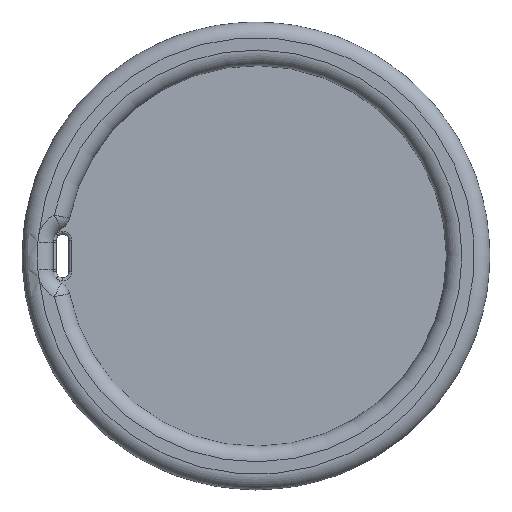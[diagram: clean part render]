
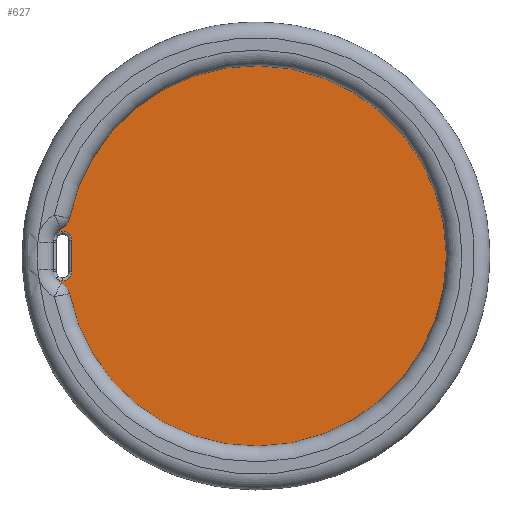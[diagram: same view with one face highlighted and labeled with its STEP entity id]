
A CAD part, top view. The second image highlights one B-rep face of the part: STEP entity #627.
In plain terms, the highlighted planar face has unit normal (0, 0, 1).
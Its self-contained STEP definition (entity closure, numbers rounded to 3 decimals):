
#58=LINE('',#1081,#83);
#83=VECTOR('',#860,10.);
#97=PLANE('',#721);
#124=FACE_OUTER_BOUND('',#167,.T.);
#167=EDGE_LOOP('',(#494,#495,#496,#497,#498,#499,#500,#501,#502,#503));
#210=CIRCLE('',#696,0.6);
#215=CIRCLE('',#703,0.6);
#217=CIRCLE('',#706,0.6);
#219=CIRCLE('',#709,0.6);
#226=CIRCLE('',#722,1.);
#227=CIRCLE('',#723,1.);
#228=CIRCLE('',#724,12.207);
#229=CIRCLE('',#725,1.);
#230=CIRCLE('',#726,1.);
#273=VERTEX_POINT('',#1070);
#274=VERTEX_POINT('',#1072);
#276=VERTEX_POINT('',#1078);
#277=VERTEX_POINT('',#1083);
#278=VERTEX_POINT('',#1087);
#280=VERTEX_POINT('',#1092);
#285=VERTEX_POINT('',#1138);
#286=VERTEX_POINT('',#1140);
#287=VERTEX_POINT('',#1142);
#288=VERTEX_POINT('',#1144);
#339=EDGE_CURVE('',#273,#274,#210,.T.);
#344=EDGE_CURVE('',#274,#276,#58,.T.);
#346=EDGE_CURVE('',#276,#277,#215,.T.);
#348=EDGE_CURVE('',#277,#278,#217,.T.);
#350=EDGE_CURVE('',#280,#273,#219,.T.);
#362=EDGE_CURVE('',#280,#285,#226,.T.);
#363=EDGE_CURVE('',#286,#285,#227,.F.);
#364=EDGE_CURVE('',#287,#286,#228,.T.);
#365=EDGE_CURVE('',#288,#287,#229,.F.);
#366=EDGE_CURVE('',#288,#278,#230,.T.);
#494=ORIENTED_EDGE('',*,*,#348,.F.);
#495=ORIENTED_EDGE('',*,*,#346,.F.);
#496=ORIENTED_EDGE('',*,*,#344,.F.);
#497=ORIENTED_EDGE('',*,*,#339,.F.);
#498=ORIENTED_EDGE('',*,*,#350,.F.);
#499=ORIENTED_EDGE('',*,*,#362,.T.);
#500=ORIENTED_EDGE('',*,*,#363,.F.);
#501=ORIENTED_EDGE('',*,*,#364,.F.);
#502=ORIENTED_EDGE('',*,*,#365,.F.);
#503=ORIENTED_EDGE('',*,*,#366,.T.);
#627=ADVANCED_FACE('',(#124),#97,.T.);
#696=AXIS2_PLACEMENT_3D('',#1073,#849,#850);
#703=AXIS2_PLACEMENT_3D('',#1085,#865,#866);
#706=AXIS2_PLACEMENT_3D('',#1089,#871,#872);
#709=AXIS2_PLACEMENT_3D('',#1094,#877,#878);
#721=AXIS2_PLACEMENT_3D('',#1137,#902,#903);
#722=AXIS2_PLACEMENT_3D('',#1139,#904,#905);
#723=AXIS2_PLACEMENT_3D('',#1141,#906,#907);
#724=AXIS2_PLACEMENT_3D('',#1143,#908,#909);
#725=AXIS2_PLACEMENT_3D('',#1145,#910,#911);
#726=AXIS2_PLACEMENT_3D('',#1146,#912,#913);
#849=DIRECTION('center_axis',(0.,0.,1.));
#850=DIRECTION('ref_axis',(0.707,-0.707,0.));
#860=DIRECTION('',(0.,1.,0.));
#865=DIRECTION('center_axis',(0.,0.,1.));
#866=DIRECTION('ref_axis',(0.707,0.707,0.));
#871=DIRECTION('center_axis',(0.,0.,1.));
#872=DIRECTION('ref_axis',(-0.707,0.707,0.));
#877=DIRECTION('center_axis',(0.,0.,1.));
#878=DIRECTION('ref_axis',(-0.707,-0.707,0.));
#902=DIRECTION('center_axis',(0.,0.,1.));
#903=DIRECTION('ref_axis',(-1.,0.,0.));
#904=DIRECTION('center_axis',(0.,0.,1.));
#905=DIRECTION('ref_axis',(-0.065,-0.998,0.));
#906=DIRECTION('center_axis',(0.,0.,-1.));
#907=DIRECTION('ref_axis',(0.802,0.597,0.));
#908=DIRECTION('center_axis',(0.,0.,-1.));
#909=DIRECTION('ref_axis',(-1.,0.,0.));
#910=DIRECTION('center_axis',(0.,0.,-1.));
#911=DIRECTION('ref_axis',(0.802,-0.597,0.));
#912=DIRECTION('center_axis',(0.,0.,1.));
#913=DIRECTION('ref_axis',(-0.065,0.998,0.));
#1070=CARTESIAN_POINT('',(-47.4,-63.6,47.01));
#1072=CARTESIAN_POINT('',(-46.8,-63.,47.01));
#1073=CARTESIAN_POINT('Origin',(-47.4,-63.,47.01));
#1078=CARTESIAN_POINT('',(-46.8,-61.,47.01));
#1081=CARTESIAN_POINT('',(-46.8,-61.3,47.01));
#1083=CARTESIAN_POINT('',(-47.4,-60.4,47.01));
#1085=CARTESIAN_POINT('Origin',(-47.4,-61.,47.01));
#1087=CARTESIAN_POINT('',(-47.822,-60.574,47.01));
#1089=CARTESIAN_POINT('Origin',(-47.4,-61.,47.01));
#1092=CARTESIAN_POINT('',(-47.822,-63.426,47.01));
#1094=CARTESIAN_POINT('Origin',(-47.4,-63.,47.01));
#1137=CARTESIAN_POINT('Origin',(-35.,-62.,47.01));
#1138=CARTESIAN_POINT('',(-47.472,-63.739,47.01));
#1139=CARTESIAN_POINT('Origin',(-47.,-62.857,47.01));
#1140=CARTESIAN_POINT('',(-46.964,-64.422,47.01));
#1141=CARTESIAN_POINT('Origin',(-47.944,-64.62,47.01));
#1142=CARTESIAN_POINT('',(-46.964,-59.578,47.01));
#1143=CARTESIAN_POINT('Origin',(-35.,-62.,47.01));
#1144=CARTESIAN_POINT('',(-47.472,-60.261,47.01));
#1145=CARTESIAN_POINT('Origin',(-47.944,-59.38,47.01));
#1146=CARTESIAN_POINT('Origin',(-47.,-61.143,47.01));
